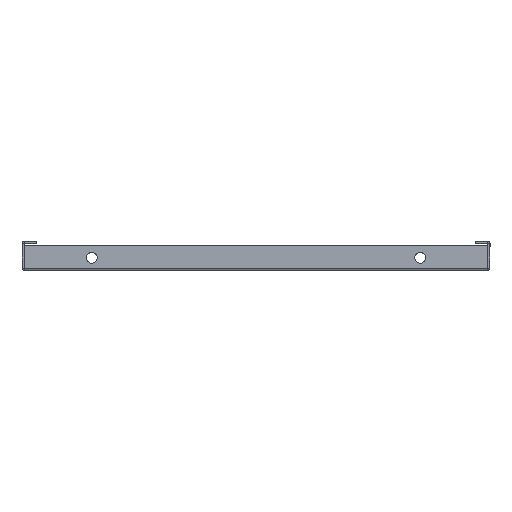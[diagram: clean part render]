
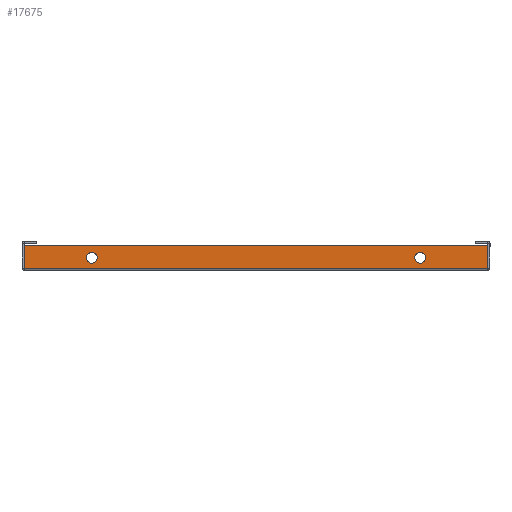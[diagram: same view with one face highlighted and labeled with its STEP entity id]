
A CAD part, front view. The second image highlights one B-rep face of the part: STEP entity #17675.
In plain terms, the highlighted planar face has unit normal (0, -1, 0).
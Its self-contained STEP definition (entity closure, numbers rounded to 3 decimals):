
#1831 = AXIS2_PLACEMENT_3D ( 'NONE', #20479, #20467, #20466 ) ;
#1836 = AXIS2_PLACEMENT_3D ( 'NONE', #20556, #20544, #20543 ) ;
#1980 = EDGE_CURVE ( 'NONE', #13101, #12771, #24525, .T. ) ;
#2021 = EDGE_CURVE ( 'NONE', #13095, #12939, #24480, .T. ) ;
#2099 = AXIS2_PLACEMENT_3D ( 'NONE', #12755, #12751, #12750 ) ;
#2105 = AXIS2_PLACEMENT_3D ( 'NONE', #12639, #12637, #12636 ) ;
#2183 = EDGE_CURVE ( 'NONE', #12939, #13095, #24357, .T. ) ;
#2196 = EDGE_CURVE ( 'NONE', #25821, #25646, #24349, .T. ) ;
#2197 = EDGE_CURVE ( 'NONE', #25833, #25821, #24341, .T. ) ;
#2203 = EDGE_CURVE ( 'NONE', #25578, #25646, #24335, .T. ) ;
#2206 = EDGE_CURVE ( 'NONE', #25833, #25578, #24339, .T. ) ;
#2211 = EDGE_CURVE ( 'NONE', #12771, #13101, #24315, .T. ) ;
#5203 = FACE_BOUND ( 'NONE', #23769, .T. ) ;
#5205 = FACE_BOUND ( 'NONE', #23762, .T. ) ;
#5211 = FACE_OUTER_BOUND ( 'NONE', #23751, .T. ) ;
#5492 = AXIS2_PLACEMENT_3D ( 'NONE', #19663, #19655, #19654 ) ;
#7257 = CARTESIAN_POINT ( 'NONE',  ( 171.4, -680.5, 1.51 ) ) ;
#7263 = CARTESIAN_POINT ( 'NONE',  ( 171.4, -680.5, 18.5 ) ) ;
#7412 = CARTESIAN_POINT ( 'NONE',  ( -171.4, -680.5, 18.5 ) ) ;
#7486 = CARTESIAN_POINT ( 'NONE',  ( -171.4, -680.5, 1.51 ) ) ;
#12636 = DIRECTION ( 'NONE',  ( 0., 0., -1. ) ) ;
#12637 = DIRECTION ( 'NONE',  ( 0., -1., 0. ) ) ;
#12639 = CARTESIAN_POINT ( 'NONE',  ( -121.4, -680.5, 9.5 ) ) ;
#12750 = DIRECTION ( 'NONE',  ( 0., 0., -1. ) ) ;
#12751 = DIRECTION ( 'NONE',  ( 0., 1., 0. ) ) ;
#12755 = CARTESIAN_POINT ( 'NONE',  ( 121.4, -680.5, 9.5 ) ) ;
#12771 = VERTEX_POINT ( 'NONE', #14544 ) ;
#12939 = VERTEX_POINT ( 'NONE', #14505 ) ;
#13095 = VERTEX_POINT ( 'NONE', #14465 ) ;
#13101 = VERTEX_POINT ( 'NONE', #14464 ) ;
#14464 = CARTESIAN_POINT ( 'NONE',  ( 121.4, -680.5, 5.5 ) ) ;
#14465 = CARTESIAN_POINT ( 'NONE',  ( -121.4, -680.5, 13.5 ) ) ;
#14505 = CARTESIAN_POINT ( 'NONE',  ( -121.4, -680.5, 5.5 ) ) ;
#14544 = CARTESIAN_POINT ( 'NONE',  ( 121.4, -680.5, 13.5 ) ) ;
#17675 = ADVANCED_FACE ( 'NONE', ( #5211, #5205, #5203 ), #19656, .F. ) ;
#19654 = DIRECTION ( 'NONE',  ( -1., 0., 0. ) ) ;
#19655 = DIRECTION ( 'NONE',  ( 0., 1., 0. ) ) ;
#19656 = PLANE ( 'NONE',  #5492 ) ;
#19663 = CARTESIAN_POINT ( 'NONE',  ( -171.5, -680.5, 18.5 ) ) ;
#20466 = DIRECTION ( 'NONE',  ( 0., 0., -1. ) ) ;
#20467 = DIRECTION ( 'NONE',  ( 0., 1., 0. ) ) ;
#20478 = DIRECTION ( 'NONE',  ( -1., 0., 0. ) ) ;
#20479 = CARTESIAN_POINT ( 'NONE',  ( 121.4, -680.5, 9.5 ) ) ;
#20483 = CARTESIAN_POINT ( 'NONE',  ( -171.5, -680.5, 1.51 ) ) ;
#20484 = DIRECTION ( 'NONE',  ( 0., 0., 1. ) ) ;
#20498 = DIRECTION ( 'NONE',  ( 0., 0., 1. ) ) ;
#20499 = CARTESIAN_POINT ( 'NONE',  ( -171.4, -680.5, 1.51 ) ) ;
#20500 = DIRECTION ( 'NONE',  ( -1., 0., 0. ) ) ;
#20502 = CARTESIAN_POINT ( 'NONE',  ( -171.5, -680.5, 18.5 ) ) ;
#20508 = CARTESIAN_POINT ( 'NONE',  ( 171.4, -680.5, 1.51 ) ) ;
#20543 = DIRECTION ( 'NONE',  ( 0., 0., -1. ) ) ;
#20544 = DIRECTION ( 'NONE',  ( 0., -1., 0. ) ) ;
#20556 = CARTESIAN_POINT ( 'NONE',  ( -121.4, -680.5, 9.5 ) ) ;
#22083 = ORIENTED_EDGE ( 'NONE', *, *, #2197, .T. ) ;
#22086 = ORIENTED_EDGE ( 'NONE', *, *, #2021, .F. ) ;
#22182 = ORIENTED_EDGE ( 'NONE', *, *, #2196, .T. ) ;
#22186 = ORIENTED_EDGE ( 'NONE', *, *, #2203, .F. ) ;
#22189 = ORIENTED_EDGE ( 'NONE', *, *, #2183, .F. ) ;
#22191 = ORIENTED_EDGE ( 'NONE', *, *, #2206, .F. ) ;
#22193 = ORIENTED_EDGE ( 'NONE', *, *, #1980, .T. ) ;
#22195 = ORIENTED_EDGE ( 'NONE', *, *, #2211, .T. ) ;
#23751 = EDGE_LOOP ( 'NONE', ( #22083, #22182, #22186, #22191 ) ) ;
#23762 = EDGE_LOOP ( 'NONE', ( #22189, #22086 ) ) ;
#23769 = EDGE_LOOP ( 'NONE', ( #22193, #22195 ) ) ;
#24315 = CIRCLE ( 'NONE', #1831, 4. ) ;
#24326 = VECTOR ( 'NONE', #20478, 1000. ) ;
#24331 = VECTOR ( 'NONE', #20484, 1000. ) ;
#24335 = LINE ( 'NONE', #20499, #24331 ) ;
#24339 = LINE ( 'NONE', #20483, #24326 ) ;
#24340 = VECTOR ( 'NONE', #20498, 1000. ) ;
#24341 = LINE ( 'NONE', #20508, #24340 ) ;
#24349 = LINE ( 'NONE', #20502, #24351 ) ;
#24351 = VECTOR ( 'NONE', #20500, 1000. ) ;
#24357 = CIRCLE ( 'NONE', #1836, 4. ) ;
#24480 = CIRCLE ( 'NONE', #2105, 4. ) ;
#24525 = CIRCLE ( 'NONE', #2099, 4. ) ;
#25578 = VERTEX_POINT ( 'NONE', #7486 ) ;
#25646 = VERTEX_POINT ( 'NONE', #7412 ) ;
#25821 = VERTEX_POINT ( 'NONE', #7263 ) ;
#25833 = VERTEX_POINT ( 'NONE', #7257 ) ;
